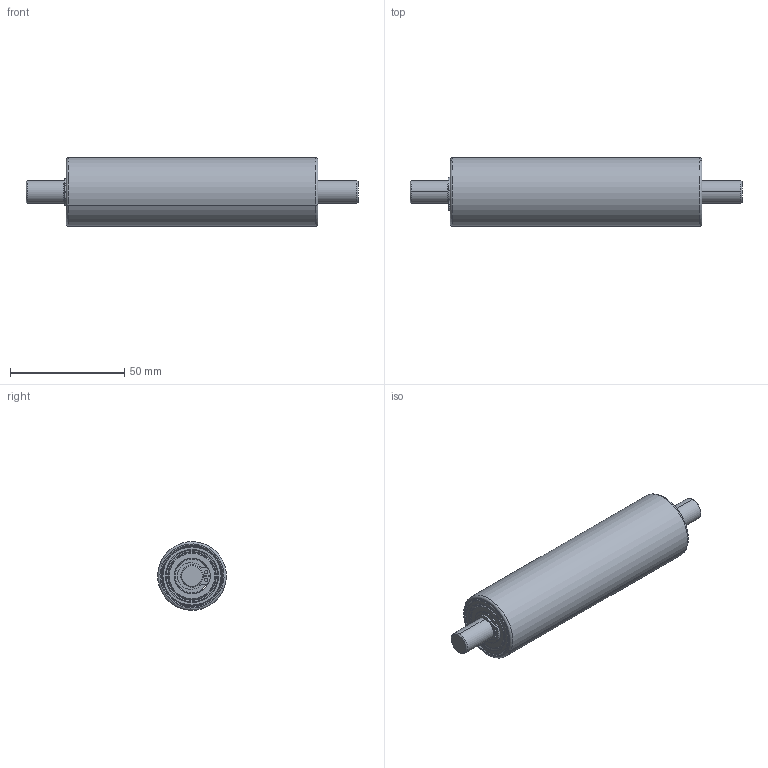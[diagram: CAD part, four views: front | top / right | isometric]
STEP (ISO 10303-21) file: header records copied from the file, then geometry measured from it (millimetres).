
FILE_DESCRIPTION (( 'STEP AP203' ), '1' );
FILE_NAME ('4618.STEP', '2025-06-17T13:48:54', ( '' ), ( '' ), 'SwSTEP 2.0', 'SolidWorks 2024', '' );
FILE_SCHEMA (( 'CONFIG_CONTROL_DESIGN' ));
Length unit declared in the file: millimetre
Products named in the file (10): skf_bearing_6000-2z_2; 4618; 50217; skf_bearing_6000-2z_2_05; DIN471 10; 73206_73206; skf_bearing_6000-2z_2_03; skf_bearing_6000-2z_2_02; skf_bearing_6000-2z_2_01; skf_bearing_6000-2z_2_04
Assembly tree (11 placements, depth 3):
  4618
    50217
    73206_73206
    skf_bearing_6000-2z_2  x2
      skf_bearing_6000-2z_2_01
      skf_bearing_6000-2z_2_02
      skf_bearing_6000-2z_2_03
      skf_bearing_6000-2z_2_04
      skf_bearing_6000-2z_2_05
    DIN471 10  x2
Bounding box: 145 x 29.97 x 29.97 mm (x, y, z)
Volume: 56427.2 mm3; surface area: 31265.7 mm2
Topology: 14 solids, 14 shells, 304 faces, 756 edges, 494 vertices
Faces by surface type: cylinder 106, torus 68, cone 52, plane 50, sphere 28
Entity records: 6186 total; most frequent: DIRECTION 988, CARTESIAN_POINT 967, ORIENTED_EDGE 772, AXIS2_PLACEMENT_3D 441, EDGE_CURVE 386, CIRCLE 252, VERTEX_POINT 252, EDGE_LOOP 214
